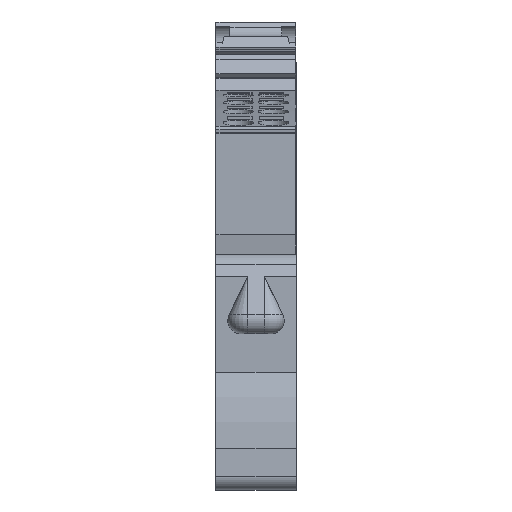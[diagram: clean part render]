
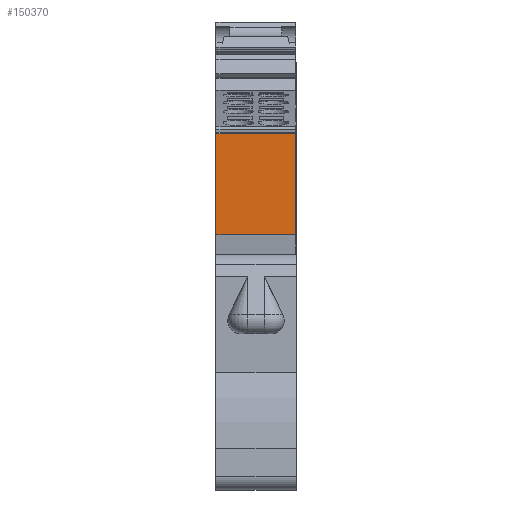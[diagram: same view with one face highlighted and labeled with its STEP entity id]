
A CAD part, front view. The second image highlights one B-rep face of the part: STEP entity #150370.
In plain terms, the highlighted face is planar.
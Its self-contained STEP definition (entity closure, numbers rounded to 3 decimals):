
#89250=CARTESIAN_POINT('',(13.183,52.494,-35.425));
#89260=VERTEX_POINT('',#89250);
#89290=CARTESIAN_POINT('',(13.183,60.023,-35.425));
#89300=DIRECTION('',(0.,-1.,0.));
#89310=VECTOR('',#89300,1.);
#89320=LINE('',#89290,#89310);
#89330=CARTESIAN_POINT('',(13.183,67.701,-35.425));
#89340=VERTEX_POINT('',#89330);
#89350=EDGE_CURVE('',#89340,#89260,#89320,.T.);
#93680=CARTESIAN_POINT('',(13.183,67.701,-47.425));
#93690=VERTEX_POINT('',#93680);
#93720=CARTESIAN_POINT('',(13.183,60.023,-47.425));
#93730=DIRECTION('',(0.,-1.,0.));
#93740=VECTOR('',#93730,1.);
#93750=LINE('',#93720,#93740);
#93760=CARTESIAN_POINT('',(13.183,52.494,-47.425));
#93770=VERTEX_POINT('',#93760);
#93780=EDGE_CURVE('',#93690,#93770,#93750,.T.);
#150040=CARTESIAN_POINT('',(13.183,52.494,-35.425));
#150050=DIRECTION('',(0.,0.,-1.));
#150060=VECTOR('',#150050,1.);
#150070=LINE('',#150040,#150060);
#150080=EDGE_CURVE('',#89260,#93770,#150070,.T.);
#150210=CARTESIAN_POINT('',(13.183,67.701,-35.425));
#150220=DIRECTION('',(-1.,0.,0.));
#150230=DIRECTION('',(0.,1.,0.));
#150240=AXIS2_PLACEMENT_3D('',#150210,#150220,#150230);
#150250=PLANE('',#150240);
#150260=ORIENTED_EDGE('',*,*,#150080,.F.);
#150270=ORIENTED_EDGE('',*,*,#93780,.T.);
#150280=CARTESIAN_POINT('',(13.183,67.701,-35.425));
#150290=DIRECTION('',(0.,0.,1.));
#150300=VECTOR('',#150290,1.);
#150310=LINE('',#150280,#150300);
#150320=EDGE_CURVE('',#93690,#89340,#150310,.T.);
#150330=ORIENTED_EDGE('',*,*,#150320,.F.);
#150340=ORIENTED_EDGE('',*,*,#89350,.F.);
#150350=EDGE_LOOP('',(#150340,#150330,#150270,#150260));
#150360=FACE_OUTER_BOUND('',#150350,.T.);
#150370=ADVANCED_FACE('',(#150360),#150250,.T.);
